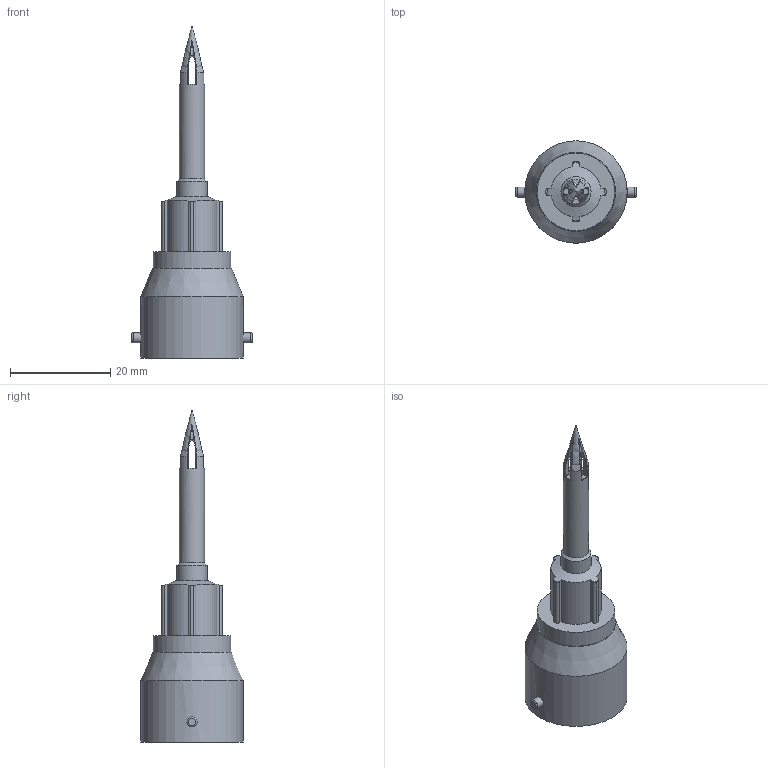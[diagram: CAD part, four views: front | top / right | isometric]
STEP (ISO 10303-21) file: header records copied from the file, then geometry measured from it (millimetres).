
FILE_DESCRIPTION(/* description */ ('STEP AP242','CAx-IF Rec.Pracs.---Representation and Presentation of Product Manufacturing Information (PMI)---4.0---2014-10-13','CAx-IF Rec.Pracs.---3D Tessellated Geometry---0.4---2014-09-14','2;1'),/* implementation_level */ '2;1');
FILE_NAME(/* name */ '674dc79ffbefc3777df62409',/* time_stamp */ '2024-12-02T14:43:43Z',/* author */ (''),/* organization */ (''),/* preprocessor_version */ 'ST-DEVELOPER v20',/* originating_system */ 'ONSHAPE BY PTC INC, 1.190',/* authorisation */ ' ');
FILE_SCHEMA (('AP242_MANAGED_MODEL_BASED_3D_ENGINEERING_MIM_LF { 1 0 10303 442 1 1 4 }'));
Length unit declared in the file: metre
Products named in the file (1): SPIKE V2
Bounding box: 24 x 20.4 x 66.2 mm (x, y, z)
Volume: 5024.6 mm3; surface area: 4324.5 mm2
Topology: 1 solids, 1 shells, 140 faces, 386 edges, 246 vertices
Faces by surface type: cylinder 49, plane 45, bspline 31, cone 8, torus 7
Full cylindrical faces by diameter (mm): 2 x2, 3 x1, 5 x2, 6 x1, 10 x1, 12 x1, 12.6 x1, 14.789 x1, 15 x1, 15.5 x1, 18.6 x1, 20.4 x1
Entity records: 6088 total; most frequent: CARTESIAN_POINT 2982, ORIENTED_EDGE 692, DIRECTION 537, EDGE_CURVE 346, VERTEX_POINT 236, AXIS2_PLACEMENT_3D 221, EDGE_LOOP 176, FACE_BOUND 176
